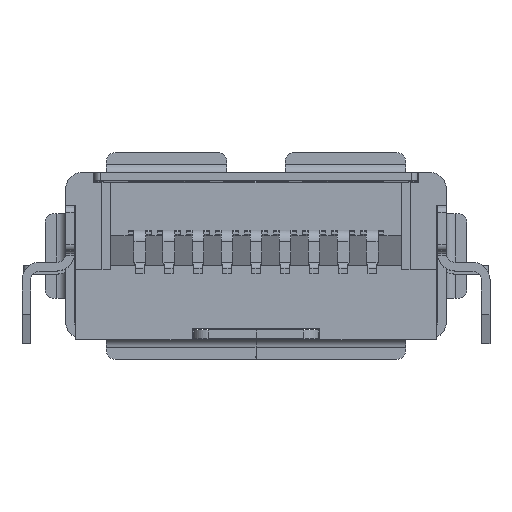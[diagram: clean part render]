
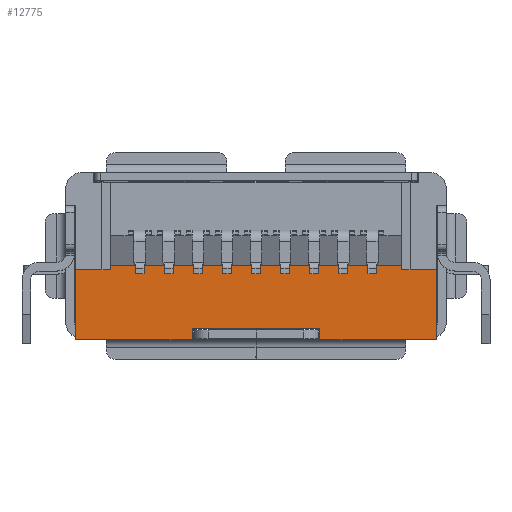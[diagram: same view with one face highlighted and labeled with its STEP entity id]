
A CAD part, top view. The second image highlights one B-rep face of the part: STEP entity #12775.
In plain terms, the highlighted planar face has unit normal (0, 0, 1).
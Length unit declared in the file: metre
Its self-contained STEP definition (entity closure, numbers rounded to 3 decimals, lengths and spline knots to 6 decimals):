
#2878=DIRECTION('',(-1.,0.,0.));
#2879=VECTOR('',#2878,0.004);
#2880=CARTESIAN_POINT('',(-0.0022,-0.0029,0.01468));
#2881=LINE('',#2880,#2879);
#2882=DIRECTION('',(0.,-1.,0.));
#2883=VECTOR('',#2882,0.0004);
#2884=CARTESIAN_POINT('',(-0.0022,-0.0025,0.01468));
#2885=LINE('',#2884,#2883);
#2886=DIRECTION('',(-1.,0.,0.));
#2887=VECTOR('',#2886,0.0012);
#2888=CARTESIAN_POINT('',(-0.005,-0.0005,0.01468));
#2889=LINE('',#2888,#2887);
#2890=DIRECTION('',(0.,-1.,0.));
#2891=VECTOR('',#2890,0.00016);
#2892=CARTESIAN_POINT('',(-0.005,-0.00034,0.01468));
#2893=LINE('',#2892,#2891);
#2894=DIRECTION('',(-1.,0.,0.));
#2895=VECTOR('',#2894,0.01);
#2896=CARTESIAN_POINT('',(0.005,-0.00034,0.01468));
#2897=LINE('',#2896,#2895);
#2898=DIRECTION('',(0.,1.,0.));
#2899=VECTOR('',#2898,0.00016);
#2900=CARTESIAN_POINT('',(0.005,-0.0005,0.01468));
#2901=LINE('',#2900,#2899);
#2902=DIRECTION('',(-1.,0.,0.));
#2903=VECTOR('',#2902,0.0012);
#2904=CARTESIAN_POINT('',(0.0062,-0.0005,0.01468));
#2905=LINE('',#2904,#2903);
#2910=DIRECTION('',(0.,1.,0.));
#2911=VECTOR('',#2910,0.0004);
#2912=CARTESIAN_POINT('',(0.0022,-0.0029,0.01468));
#2913=LINE('',#2912,#2911);
#2914=DIRECTION('',(-1.,0.,0.));
#2915=VECTOR('',#2914,0.0044);
#2916=CARTESIAN_POINT('',(0.0022,-0.0025,0.01468));
#2917=LINE('',#2916,#2915);
#2922=DIRECTION('',(-1.,0.,0.));
#2923=VECTOR('',#2922,0.004);
#2924=CARTESIAN_POINT('',(0.0062,-0.0029,0.01468));
#2925=LINE('',#2924,#2923);
#2934=DIRECTION('',(0.,-1.,0.));
#2935=VECTOR('',#2934,0.0024);
#2936=CARTESIAN_POINT('',(0.0062,-0.0005,0.01468));
#2937=LINE('',#2936,#2935);
#3118=DIRECTION('',(0.,1.,0.));
#3119=VECTOR('',#3118,0.0024);
#3120=CARTESIAN_POINT('',(-0.0062,-0.0029,0.01468));
#3121=LINE('',#3120,#3119);
#8195=CARTESIAN_POINT('',(0.005,-0.0005,0.01468));
#8196=CARTESIAN_POINT('',(0.005,-0.00034,0.01468));
#8197=VERTEX_POINT('',#8195);
#8198=VERTEX_POINT('',#8196);
#8243=CARTESIAN_POINT('',(-0.005,-0.00034,0.01468));
#8244=CARTESIAN_POINT('',(-0.005,-0.0005,0.01468));
#8245=VERTEX_POINT('',#8243);
#8246=VERTEX_POINT('',#8244);
#8255=CARTESIAN_POINT('',(-0.0062,-0.0005,0.01468));
#8256=VERTEX_POINT('',#8255);
#8257=CARTESIAN_POINT('',(0.0062,-0.0005,0.01468));
#8258=VERTEX_POINT('',#8257);
#8285=CARTESIAN_POINT('',(0.0022,-0.0025,0.01468));
#8287=VERTEX_POINT('',#8285);
#8289=CARTESIAN_POINT('',(0.0022,-0.0029,0.01468));
#8290=VERTEX_POINT('',#8289);
#8291=CARTESIAN_POINT('',(-0.0022,-0.0025,0.01468));
#8292=VERTEX_POINT('',#8291);
#8301=CARTESIAN_POINT('',(-0.0022,-0.0029,0.01468));
#8302=VERTEX_POINT('',#8301);
#8305=CARTESIAN_POINT('',(-0.0062,-0.0029,0.01468));
#8306=VERTEX_POINT('',#8305);
#8337=CARTESIAN_POINT('',(0.0062,-0.0029,0.01468));
#8338=VERTEX_POINT('',#8337);
#12746=CARTESIAN_POINT('',(0.,-0.00162,0.01468));
#12747=DIRECTION('',(0.,0.,1.));
#12748=DIRECTION('',(1.,0.,0.));
#12749=AXIS2_PLACEMENT_3D('',#12746,#12747,#12748);
#12750=PLANE('',#12749);
#12752=ORIENTED_EDGE('',*,*,#12751,.T.);
#12754=ORIENTED_EDGE('',*,*,#12753,.T.);
#12755=ORIENTED_EDGE('',*,*,#12737,.T.);
#12756=ORIENTED_EDGE('',*,*,#12727,.T.);
#12758=ORIENTED_EDGE('',*,*,#12757,.T.);
#12760=ORIENTED_EDGE('',*,*,#12759,.F.);
#12762=ORIENTED_EDGE('',*,*,#12761,.F.);
#12764=ORIENTED_EDGE('',*,*,#12763,.F.);
#12766=ORIENTED_EDGE('',*,*,#12765,.F.);
#12768=ORIENTED_EDGE('',*,*,#12767,.F.);
#12770=ORIENTED_EDGE('',*,*,#12769,.T.);
#12772=ORIENTED_EDGE('',*,*,#12771,.T.);
#12773=EDGE_LOOP('',(#12752,#12754,#12755,#12756,#12758,#12760,#12762,#12764,
#12766,#12768,#12770,#12772));
#12774=FACE_OUTER_BOUND('',#12773,.F.);
#12775=ADVANCED_FACE('',(#12774),#12750,.T.);
#12727=EDGE_CURVE('',#8302,#8306,#2881,.T.);
#12737=EDGE_CURVE('',#8292,#8302,#2885,.T.);
#12751=EDGE_CURVE('',#8290,#8287,#2913,.T.);
#12753=EDGE_CURVE('',#8287,#8292,#2917,.T.);
#12757=EDGE_CURVE('',#8306,#8256,#3121,.T.);
#12759=EDGE_CURVE('',#8246,#8256,#2889,.T.);
#12761=EDGE_CURVE('',#8245,#8246,#2893,.T.);
#12763=EDGE_CURVE('',#8198,#8245,#2897,.T.);
#12765=EDGE_CURVE('',#8197,#8198,#2901,.T.);
#12767=EDGE_CURVE('',#8258,#8197,#2905,.T.);
#12769=EDGE_CURVE('',#8258,#8338,#2937,.T.);
#12771=EDGE_CURVE('',#8338,#8290,#2925,.T.);
